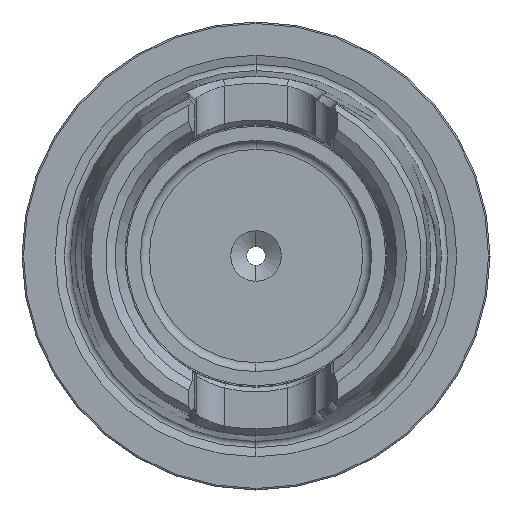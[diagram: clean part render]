
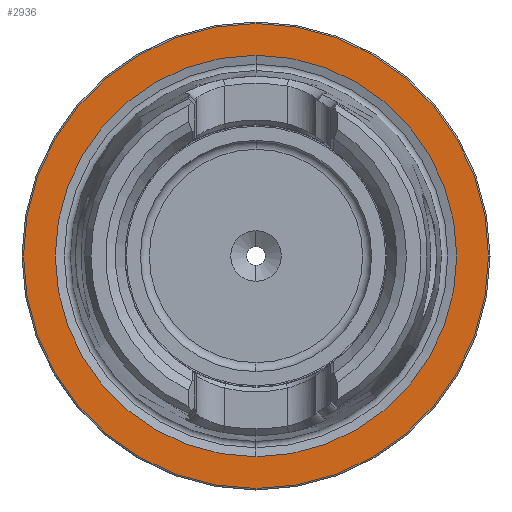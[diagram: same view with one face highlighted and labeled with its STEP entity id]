
A CAD part, left-side view. The second image highlights one B-rep face of the part: STEP entity #2936.
In plain terms, the highlighted planar face has unit normal (-1, 0, 0).
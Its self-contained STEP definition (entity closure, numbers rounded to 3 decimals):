
#2712 = EDGE_CURVE ( 'NONE', #16751, #16753, #19208, .T. ) ;
#2713 = EDGE_CURVE ( 'NONE', #16752, #16748, #19206, .T. ) ;
#2866 = EDGE_CURVE ( 'NONE', #16753, #16751, #19321, .T. ) ;
#2936 = ADVANCED_FACE ( 'NONE', ( #19406, #19404 ), #5614, .F. ) ;
#3907 = ORIENTED_EDGE ( 'NONE', *, *, #2713, .F. ) ;
#3908 = ORIENTED_EDGE ( 'NONE', *, *, #13293, .F. ) ;
#3909 = ORIENTED_EDGE ( 'NONE', *, *, #2866, .T. ) ;
#3910 = ORIENTED_EDGE ( 'NONE', *, *, #2712, .T. ) ;
#4088 = EDGE_LOOP ( 'NONE', ( #3909, #3910 ) ) ;
#4089 = EDGE_LOOP ( 'NONE', ( #3907, #3908 ) ) ;
#4852 = CARTESIAN_POINT ( 'NONE',  ( 0., 0., 0. ) ) ;
#4853 = DIRECTION ( 'NONE',  ( -1., 0., 0. ) ) ;
#4854 = DIRECTION ( 'NONE',  ( 0., 0., 1. ) ) ;
#4855 = CARTESIAN_POINT ( 'NONE',  ( 0., 0., 0. ) ) ;
#4856 = DIRECTION ( 'NONE',  ( -1., 0., 0. ) ) ;
#4857 = DIRECTION ( 'NONE',  ( 0., 0., 1. ) ) ;
#5608 = CARTESIAN_POINT ( 'NONE',  ( 0., 31.275, 0. ) ) ;
#5614 = PLANE ( 'NONE',  #13387 ) ;
#5616 = DIRECTION ( 'NONE',  ( 1., 0., 0. ) ) ;
#5617 = DIRECTION ( 'NONE',  ( 0., 0., -1. ) ) ;
#7181 = CARTESIAN_POINT ( 'NONE',  ( 0., 0., 0. ) ) ;
#7182 = DIRECTION ( 'NONE',  ( -1., 0., 0. ) ) ;
#7183 = DIRECTION ( 'NONE',  ( 0., 0., 1. ) ) ;
#8173 = CIRCLE ( 'NONE', #12565, 27. ) ;
#9122 = CARTESIAN_POINT ( 'NONE',  ( 0., 0., -31.275 ) ) ;
#9123 = CARTESIAN_POINT ( 'NONE',  ( 0., 0., 31.275 ) ) ;
#9140 = CARTESIAN_POINT ( 'NONE',  ( 0., 0., -27. ) ) ;
#9142 = CARTESIAN_POINT ( 'NONE',  ( 0., 0., 27. ) ) ;
#12565 = AXIS2_PLACEMENT_3D ( 'NONE', #7181, #7182, #7183 ) ;
#13293 = EDGE_CURVE ( 'NONE', #16748, #16752, #8173, .T. ) ;
#13320 = AXIS2_PLACEMENT_3D ( 'NONE', #4852, #4853, #4854 ) ;
#13321 = AXIS2_PLACEMENT_3D ( 'NONE', #4855, #4856, #4857 ) ;
#13353 = AXIS2_PLACEMENT_3D ( 'NONE', #19493, #19494, #19495 ) ;
#13387 = AXIS2_PLACEMENT_3D ( 'NONE', #5608, #5616, #5617 ) ;
#16748 = VERTEX_POINT ( 'NONE', #9140 ) ;
#16751 = VERTEX_POINT ( 'NONE', #9122 ) ;
#16752 = VERTEX_POINT ( 'NONE', #9142 ) ;
#16753 = VERTEX_POINT ( 'NONE', #9123 ) ;
#19206 = CIRCLE ( 'NONE', #13321, 27. ) ;
#19208 = CIRCLE ( 'NONE', #13320, 31.275 ) ;
#19321 = CIRCLE ( 'NONE', #13353, 31.275 ) ;
#19404 = FACE_OUTER_BOUND ( 'NONE', #4088, .T. ) ;
#19406 = FACE_BOUND ( 'NONE', #4089, .T. ) ;
#19493 = CARTESIAN_POINT ( 'NONE',  ( 0., 0., 0. ) ) ;
#19494 = DIRECTION ( 'NONE',  ( -1., 0., 0. ) ) ;
#19495 = DIRECTION ( 'NONE',  ( 0., 0., 1. ) ) ;
